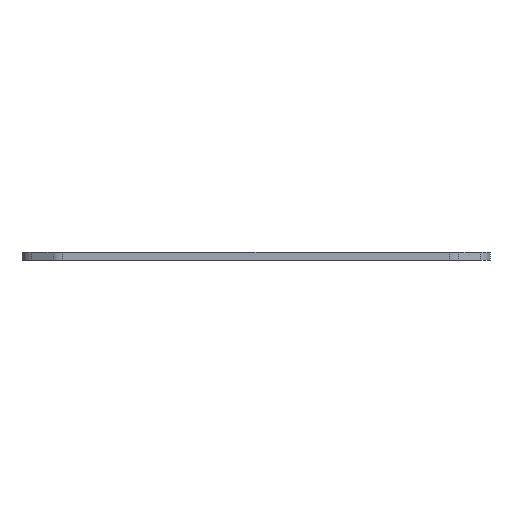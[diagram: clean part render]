
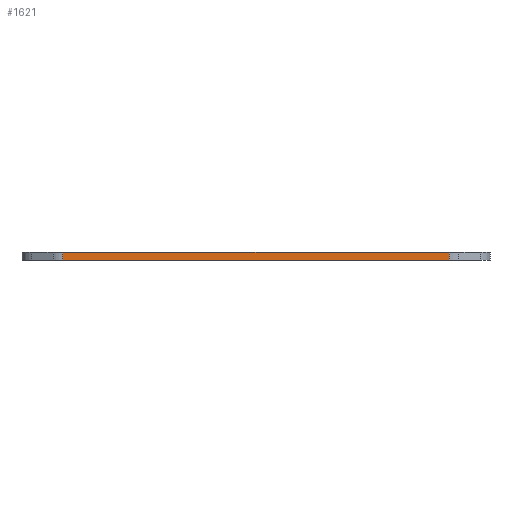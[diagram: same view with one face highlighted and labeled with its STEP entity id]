
A CAD part, left-side view. The second image highlights one B-rep face of the part: STEP entity #1621.
In plain terms, the highlighted planar face has unit normal (-1, 0, 0).
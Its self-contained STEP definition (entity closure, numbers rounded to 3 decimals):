
#155 = VERTEX_POINT ( 'NONE', #1004 ) ;
#340 = ORIENTED_EDGE ( 'NONE', *, *, #1165, .T. ) ;
#356 = EDGE_LOOP ( 'NONE', ( #3984, #515, #982, #340 ) ) ;
#470 = DIRECTION ( 'NONE',  ( 0., -1., 0. ) ) ;
#489 = LINE ( 'NONE', #2926, #957 ) ;
#494 = CARTESIAN_POINT ( 'NONE',  ( -82.313, -48.327, 2. ) ) ;
#515 = ORIENTED_EDGE ( 'NONE', *, *, #2669, .F. ) ;
#675 = VERTEX_POINT ( 'NONE', #3737 ) ;
#727 = DIRECTION ( 'NONE',  ( 1., 0., 0. ) ) ;
#809 = CARTESIAN_POINT ( 'NONE',  ( -82.313, 48.327, 2. ) ) ;
#957 = VECTOR ( 'NONE', #470, 1000. ) ;
#982 = ORIENTED_EDGE ( 'NONE', *, *, #1522, .F. ) ;
#1004 = CARTESIAN_POINT ( 'NONE',  ( -82.313, -48.327, 0. ) ) ;
#1068 = LINE ( 'NONE', #1952, #3842 ) ;
#1165 = EDGE_CURVE ( 'NONE', #1300, #3239, #3812, .T. ) ;
#1180 = VECTOR ( 'NONE', #1956, 1000. ) ;
#1300 = VERTEX_POINT ( 'NONE', #809 ) ;
#1446 = LINE ( 'NONE', #494, #2402 ) ;
#1522 = EDGE_CURVE ( 'NONE', #1300, #675, #1446, .T. ) ;
#1621 = ADVANCED_FACE ( 'NONE', ( #2158 ), #1958, .F. ) ;
#1774 = CARTESIAN_POINT ( 'NONE',  ( -82.313, 48.327, 0. ) ) ;
#1952 = CARTESIAN_POINT ( 'NONE',  ( -82.313, -48.327, 2. ) ) ;
#1956 = DIRECTION ( 'NONE',  ( 0., 0., -1. ) ) ;
#1958 = PLANE ( 'NONE',  #2073 ) ;
#2073 = AXIS2_PLACEMENT_3D ( 'NONE', #3396, #727, #3204 ) ;
#2158 = FACE_OUTER_BOUND ( 'NONE', #356, .T. ) ;
#2402 = VECTOR ( 'NONE', #3049, 1000. ) ;
#2669 = EDGE_CURVE ( 'NONE', #675, #155, #1068, .T. ) ;
#2926 = CARTESIAN_POINT ( 'NONE',  ( -82.313, -48.327, 0. ) ) ;
#2968 = EDGE_CURVE ( 'NONE', #3239, #155, #489, .T. ) ;
#3049 = DIRECTION ( 'NONE',  ( 0., -1., 0. ) ) ;
#3204 = DIRECTION ( 'NONE',  ( 0., 0., -1. ) ) ;
#3239 = VERTEX_POINT ( 'NONE', #1774 ) ;
#3396 = CARTESIAN_POINT ( 'NONE',  ( -82.313, -48.327, 2. ) ) ;
#3479 = CARTESIAN_POINT ( 'NONE',  ( -82.313, 48.327, 2. ) ) ;
#3556 = DIRECTION ( 'NONE',  ( 0., 0., -1. ) ) ;
#3737 = CARTESIAN_POINT ( 'NONE',  ( -82.313, -48.327, 2. ) ) ;
#3812 = LINE ( 'NONE', #3479, #1180 ) ;
#3842 = VECTOR ( 'NONE', #3556, 1000. ) ;
#3984 = ORIENTED_EDGE ( 'NONE', *, *, #2968, .T. ) ;
